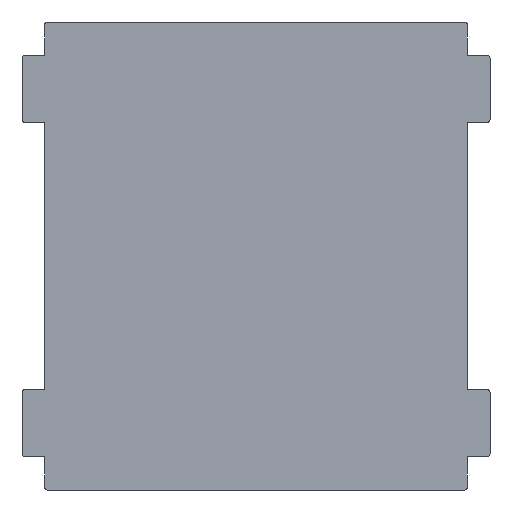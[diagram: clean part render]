
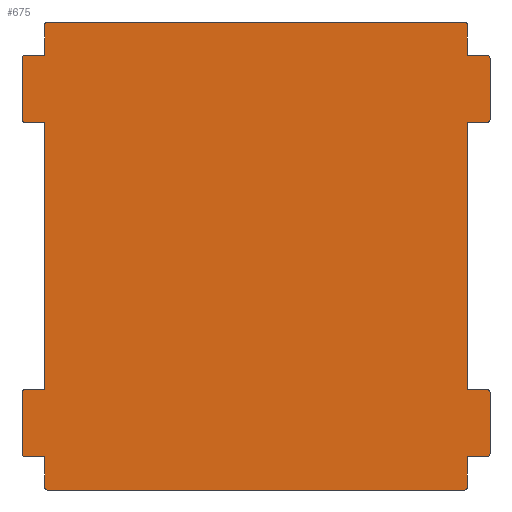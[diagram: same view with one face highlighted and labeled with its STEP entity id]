
A CAD part, front view. The second image highlights one B-rep face of the part: STEP entity #675.
In plain terms, the highlighted planar face has unit normal (0, -1, 0).
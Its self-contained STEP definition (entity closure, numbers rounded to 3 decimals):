
#35=PLANE('',#741);
#75=FACE_OUTER_BOUND('',#109,.T.);
#109=EDGE_LOOP('',(#598,#599,#600,#601,#602,#603,#604,#605,#606,#607,#608,
#609,#610,#611,#612,#613,#614,#615,#616,#617,#618,#619,#620,#621,#622,#623,
#624,#625,#626,#627,#628,#629));
#114=LINE('',#947,#186);
#136=LINE('',#1015,#208);
#140=LINE('',#1025,#212);
#143=LINE('',#1033,#215);
#147=LINE('',#1043,#219);
#150=LINE('',#1051,#222);
#154=LINE('',#1061,#226);
#157=LINE('',#1069,#229);
#161=LINE('',#1079,#233);
#164=LINE('',#1087,#236);
#168=LINE('',#1097,#240);
#170=LINE('',#1103,#242);
#171=LINE('',#1106,#243);
#173=LINE('',#1110,#245);
#175=LINE('',#1114,#247);
#177=LINE('',#1117,#249);
#178=LINE('',#1119,#250);
#179=LINE('',#1121,#251);
#180=LINE('',#1123,#252);
#181=LINE('',#1125,#253);
#186=VECTOR('',#756,10.);
#208=VECTOR('',#808,10.);
#212=VECTOR('',#818,10.);
#215=VECTOR('',#827,10.);
#219=VECTOR('',#837,10.);
#222=VECTOR('',#846,10.);
#226=VECTOR('',#856,10.);
#229=VECTOR('',#865,10.);
#233=VECTOR('',#875,10.);
#236=VECTOR('',#884,10.);
#240=VECTOR('',#894,10.);
#242=VECTOR('',#902,10.);
#243=VECTOR('',#905,10.);
#245=VECTOR('',#909,10.);
#247=VECTOR('',#913,10.);
#249=VECTOR('',#917,10.);
#250=VECTOR('',#920,10.);
#251=VECTOR('',#923,10.);
#252=VECTOR('',#926,10.);
#253=VECTOR('',#929,10.);
#255=CIRCLE('',#686,2.);
#267=CIRCLE('',#701,2.);
#268=CIRCLE('',#704,2.);
#269=CIRCLE('',#707,2.);
#270=CIRCLE('',#710,2.);
#271=CIRCLE('',#713,2.);
#272=CIRCLE('',#716,2.);
#273=CIRCLE('',#719,2.);
#274=CIRCLE('',#722,2.);
#275=CIRCLE('',#725,2.);
#276=CIRCLE('',#728,2.);
#277=CIRCLE('',#731,2.);
#280=VERTEX_POINT('',#937);
#281=VERTEX_POINT('',#939);
#283=VERTEX_POINT('',#945);
#313=VERTEX_POINT('',#1009);
#314=VERTEX_POINT('',#1013);
#315=VERTEX_POINT('',#1017);
#316=VERTEX_POINT('',#1019);
#317=VERTEX_POINT('',#1023);
#318=VERTEX_POINT('',#1027);
#319=VERTEX_POINT('',#1031);
#320=VERTEX_POINT('',#1035);
#321=VERTEX_POINT('',#1037);
#322=VERTEX_POINT('',#1041);
#323=VERTEX_POINT('',#1045);
#324=VERTEX_POINT('',#1049);
#325=VERTEX_POINT('',#1053);
#326=VERTEX_POINT('',#1055);
#327=VERTEX_POINT('',#1059);
#328=VERTEX_POINT('',#1063);
#329=VERTEX_POINT('',#1067);
#330=VERTEX_POINT('',#1071);
#331=VERTEX_POINT('',#1073);
#332=VERTEX_POINT('',#1077);
#333=VERTEX_POINT('',#1081);
#334=VERTEX_POINT('',#1085);
#335=VERTEX_POINT('',#1089);
#336=VERTEX_POINT('',#1091);
#337=VERTEX_POINT('',#1095);
#338=VERTEX_POINT('',#1099);
#339=VERTEX_POINT('',#1105);
#340=VERTEX_POINT('',#1109);
#341=VERTEX_POINT('',#1113);
#344=EDGE_CURVE('',#280,#281,#255,.T.);
#348=EDGE_CURVE('',#280,#283,#114,.T.);
#380=EDGE_CURVE('',#313,#283,#267,.T.);
#382=EDGE_CURVE('',#313,#314,#136,.T.);
#384=EDGE_CURVE('',#315,#316,#268,.T.);
#387=EDGE_CURVE('',#315,#317,#140,.T.);
#389=EDGE_CURVE('',#318,#317,#269,.T.);
#391=EDGE_CURVE('',#318,#319,#143,.T.);
#393=EDGE_CURVE('',#320,#321,#270,.T.);
#396=EDGE_CURVE('',#320,#322,#147,.T.);
#398=EDGE_CURVE('',#323,#322,#271,.T.);
#400=EDGE_CURVE('',#323,#324,#150,.T.);
#402=EDGE_CURVE('',#325,#326,#272,.T.);
#405=EDGE_CURVE('',#325,#327,#154,.T.);
#407=EDGE_CURVE('',#328,#327,#273,.T.);
#409=EDGE_CURVE('',#328,#329,#157,.T.);
#411=EDGE_CURVE('',#330,#331,#274,.T.);
#414=EDGE_CURVE('',#330,#332,#161,.T.);
#416=EDGE_CURVE('',#333,#332,#275,.T.);
#418=EDGE_CURVE('',#333,#334,#164,.T.);
#420=EDGE_CURVE('',#335,#336,#276,.T.);
#423=EDGE_CURVE('',#335,#337,#168,.T.);
#425=EDGE_CURVE('',#338,#337,#277,.T.);
#426=EDGE_CURVE('',#334,#281,#170,.T.);
#427=EDGE_CURVE('',#339,#326,#171,.T.);
#429=EDGE_CURVE('',#340,#321,#173,.T.);
#431=EDGE_CURVE('',#341,#316,#175,.T.);
#433=EDGE_CURVE('',#338,#340,#177,.T.);
#434=EDGE_CURVE('',#329,#331,#178,.T.);
#435=EDGE_CURVE('',#324,#339,#179,.T.);
#436=EDGE_CURVE('',#319,#336,#180,.T.);
#437=EDGE_CURVE('',#314,#341,#181,.T.);
#598=ORIENTED_EDGE('',*,*,#344,.F.);
#599=ORIENTED_EDGE('',*,*,#348,.T.);
#600=ORIENTED_EDGE('',*,*,#380,.F.);
#601=ORIENTED_EDGE('',*,*,#382,.T.);
#602=ORIENTED_EDGE('',*,*,#437,.T.);
#603=ORIENTED_EDGE('',*,*,#431,.T.);
#604=ORIENTED_EDGE('',*,*,#384,.F.);
#605=ORIENTED_EDGE('',*,*,#387,.T.);
#606=ORIENTED_EDGE('',*,*,#389,.F.);
#607=ORIENTED_EDGE('',*,*,#391,.T.);
#608=ORIENTED_EDGE('',*,*,#436,.T.);
#609=ORIENTED_EDGE('',*,*,#420,.F.);
#610=ORIENTED_EDGE('',*,*,#423,.T.);
#611=ORIENTED_EDGE('',*,*,#425,.F.);
#612=ORIENTED_EDGE('',*,*,#433,.T.);
#613=ORIENTED_EDGE('',*,*,#429,.T.);
#614=ORIENTED_EDGE('',*,*,#393,.F.);
#615=ORIENTED_EDGE('',*,*,#396,.T.);
#616=ORIENTED_EDGE('',*,*,#398,.F.);
#617=ORIENTED_EDGE('',*,*,#400,.T.);
#618=ORIENTED_EDGE('',*,*,#435,.T.);
#619=ORIENTED_EDGE('',*,*,#427,.T.);
#620=ORIENTED_EDGE('',*,*,#402,.F.);
#621=ORIENTED_EDGE('',*,*,#405,.T.);
#622=ORIENTED_EDGE('',*,*,#407,.F.);
#623=ORIENTED_EDGE('',*,*,#409,.T.);
#624=ORIENTED_EDGE('',*,*,#434,.T.);
#625=ORIENTED_EDGE('',*,*,#411,.F.);
#626=ORIENTED_EDGE('',*,*,#414,.T.);
#627=ORIENTED_EDGE('',*,*,#416,.F.);
#628=ORIENTED_EDGE('',*,*,#418,.T.);
#629=ORIENTED_EDGE('',*,*,#426,.T.);
#675=ADVANCED_FACE('',(#75),#35,.T.);
#686=AXIS2_PLACEMENT_3D('',#940,#749,#750);
#701=AXIS2_PLACEMENT_3D('',#1011,#803,#804);
#704=AXIS2_PLACEMENT_3D('',#1020,#812,#813);
#707=AXIS2_PLACEMENT_3D('',#1029,#822,#823);
#710=AXIS2_PLACEMENT_3D('',#1038,#831,#832);
#713=AXIS2_PLACEMENT_3D('',#1047,#841,#842);
#716=AXIS2_PLACEMENT_3D('',#1056,#850,#851);
#719=AXIS2_PLACEMENT_3D('',#1065,#860,#861);
#722=AXIS2_PLACEMENT_3D('',#1074,#869,#870);
#725=AXIS2_PLACEMENT_3D('',#1083,#879,#880);
#728=AXIS2_PLACEMENT_3D('',#1092,#888,#889);
#731=AXIS2_PLACEMENT_3D('',#1101,#898,#899);
#741=AXIS2_PLACEMENT_3D('',#1126,#930,#931);
#749=DIRECTION('center_axis',(0.,1.,0.));
#750=DIRECTION('ref_axis',(0.707,0.,-0.707));
#756=DIRECTION('',(0.,0.,1.));
#803=DIRECTION('center_axis',(0.,1.,0.));
#804=DIRECTION('ref_axis',(0.707,0.,0.707));
#808=DIRECTION('',(-1.,0.,0.));
#812=DIRECTION('center_axis',(0.,1.,0.));
#813=DIRECTION('ref_axis',(0.707,0.,-0.707));
#818=DIRECTION('',(0.,0.,1.));
#822=DIRECTION('center_axis',(0.,1.,0.));
#823=DIRECTION('ref_axis',(0.707,0.,0.707));
#827=DIRECTION('',(-1.,0.,0.));
#831=DIRECTION('center_axis',(0.,1.,0.));
#832=DIRECTION('ref_axis',(-0.707,0.,0.707));
#837=DIRECTION('',(0.,0.,-1.));
#841=DIRECTION('center_axis',(0.,1.,0.));
#842=DIRECTION('ref_axis',(-0.707,0.,-0.707));
#846=DIRECTION('',(1.,0.,0.));
#850=DIRECTION('center_axis',(0.,1.,0.));
#851=DIRECTION('ref_axis',(-0.707,0.,0.707));
#856=DIRECTION('',(0.,0.,-1.));
#860=DIRECTION('center_axis',(0.,1.,0.));
#861=DIRECTION('ref_axis',(-0.707,0.,-0.707));
#865=DIRECTION('',(1.,0.,0.));
#869=DIRECTION('center_axis',(0.,1.,0.));
#870=DIRECTION('ref_axis',(-0.707,0.,-0.707));
#875=DIRECTION('',(1.,0.,0.));
#879=DIRECTION('center_axis',(0.,1.,0.));
#880=DIRECTION('ref_axis',(0.707,0.,-0.707));
#884=DIRECTION('',(0.,0.,1.));
#888=DIRECTION('center_axis',(0.,1.,0.));
#889=DIRECTION('ref_axis',(0.707,0.,0.707));
#894=DIRECTION('',(-1.,0.,0.));
#898=DIRECTION('center_axis',(0.,1.,0.));
#899=DIRECTION('ref_axis',(-0.707,0.,0.707));
#902=DIRECTION('',(1.,0.,0.));
#905=DIRECTION('',(-1.,0.,0.));
#909=DIRECTION('',(-1.,0.,0.));
#913=DIRECTION('',(1.,0.,0.));
#917=DIRECTION('',(0.,0.,-1.));
#920=DIRECTION('',(0.,0.,-1.));
#923=DIRECTION('',(0.,0.,-1.));
#926=DIRECTION('',(0.,0.,1.));
#929=DIRECTION('',(0.,0.,1.));
#930=DIRECTION('center_axis',(0.,-1.,0.));
#931=DIRECTION('ref_axis',(0.,0.,-1.));
#937=CARTESIAN_POINT('',(175.,0.,-148.));
#939=CARTESIAN_POINT('',(173.,0.,-150.));
#940=CARTESIAN_POINT('Origin',(173.,0.,-148.));
#945=CARTESIAN_POINT('',(175.,0.,-102.));
#947=CARTESIAN_POINT('',(175.,0.,-150.));
#1009=CARTESIAN_POINT('',(173.,0.,-100.));
#1011=CARTESIAN_POINT('Origin',(173.,0.,-102.));
#1013=CARTESIAN_POINT('',(158.,0.,-100.));
#1015=CARTESIAN_POINT('',(175.,0.,-100.));
#1017=CARTESIAN_POINT('',(175.,0.,102.));
#1019=CARTESIAN_POINT('',(173.,0.,100.));
#1020=CARTESIAN_POINT('Origin',(173.,0.,102.));
#1023=CARTESIAN_POINT('',(175.,0.,148.));
#1025=CARTESIAN_POINT('',(175.,0.,100.));
#1027=CARTESIAN_POINT('',(173.,0.,150.));
#1029=CARTESIAN_POINT('Origin',(173.,0.,148.));
#1031=CARTESIAN_POINT('',(158.,0.,150.));
#1033=CARTESIAN_POINT('',(175.,0.,150.));
#1035=CARTESIAN_POINT('',(-175.,0.,148.));
#1037=CARTESIAN_POINT('',(-173.,0.,150.));
#1038=CARTESIAN_POINT('Origin',(-173.,0.,148.));
#1041=CARTESIAN_POINT('',(-175.,0.,102.));
#1043=CARTESIAN_POINT('',(-175.,0.,150.));
#1045=CARTESIAN_POINT('',(-173.,0.,100.));
#1047=CARTESIAN_POINT('Origin',(-173.,0.,102.));
#1049=CARTESIAN_POINT('',(-158.,0.,100.));
#1051=CARTESIAN_POINT('',(-175.,0.,100.));
#1053=CARTESIAN_POINT('',(-175.,0.,-102.));
#1055=CARTESIAN_POINT('',(-173.,0.,-100.));
#1056=CARTESIAN_POINT('Origin',(-173.,0.,-102.));
#1059=CARTESIAN_POINT('',(-175.,0.,-148.));
#1061=CARTESIAN_POINT('',(-175.,0.,-100.));
#1063=CARTESIAN_POINT('',(-173.,0.,-150.));
#1065=CARTESIAN_POINT('Origin',(-173.,0.,-148.));
#1067=CARTESIAN_POINT('',(-158.,0.,-150.));
#1069=CARTESIAN_POINT('',(-175.,0.,-150.));
#1071=CARTESIAN_POINT('',(-156.,0.,-175.));
#1073=CARTESIAN_POINT('',(-158.,0.,-173.));
#1074=CARTESIAN_POINT('Origin',(-156.,0.,-173.));
#1077=CARTESIAN_POINT('',(156.,0.,-175.));
#1079=CARTESIAN_POINT('',(-158.,0.,-175.));
#1081=CARTESIAN_POINT('',(158.,0.,-173.));
#1083=CARTESIAN_POINT('Origin',(156.,0.,-173.));
#1085=CARTESIAN_POINT('',(158.,0.,-150.));
#1087=CARTESIAN_POINT('',(158.,0.,-175.));
#1089=CARTESIAN_POINT('',(156.,0.,175.));
#1091=CARTESIAN_POINT('',(158.,0.,173.));
#1092=CARTESIAN_POINT('Origin',(156.,0.,173.));
#1095=CARTESIAN_POINT('',(-156.,0.,175.));
#1097=CARTESIAN_POINT('',(158.,0.,175.));
#1099=CARTESIAN_POINT('',(-158.,0.,173.));
#1101=CARTESIAN_POINT('Origin',(-156.,0.,173.));
#1103=CARTESIAN_POINT('',(158.,0.,-150.));
#1105=CARTESIAN_POINT('',(-158.,0.,-100.));
#1106=CARTESIAN_POINT('',(-158.,0.,-100.));
#1109=CARTESIAN_POINT('',(-158.,0.,150.));
#1110=CARTESIAN_POINT('',(-158.,0.,150.));
#1113=CARTESIAN_POINT('',(158.,0.,100.));
#1114=CARTESIAN_POINT('',(158.,0.,100.));
#1117=CARTESIAN_POINT('',(-158.,0.,175.));
#1119=CARTESIAN_POINT('',(-158.,0.,175.));
#1121=CARTESIAN_POINT('',(-158.,0.,175.));
#1123=CARTESIAN_POINT('',(158.,0.,-175.));
#1125=CARTESIAN_POINT('',(158.,0.,-175.));
#1126=CARTESIAN_POINT('Origin',(0.,0.,0.));
